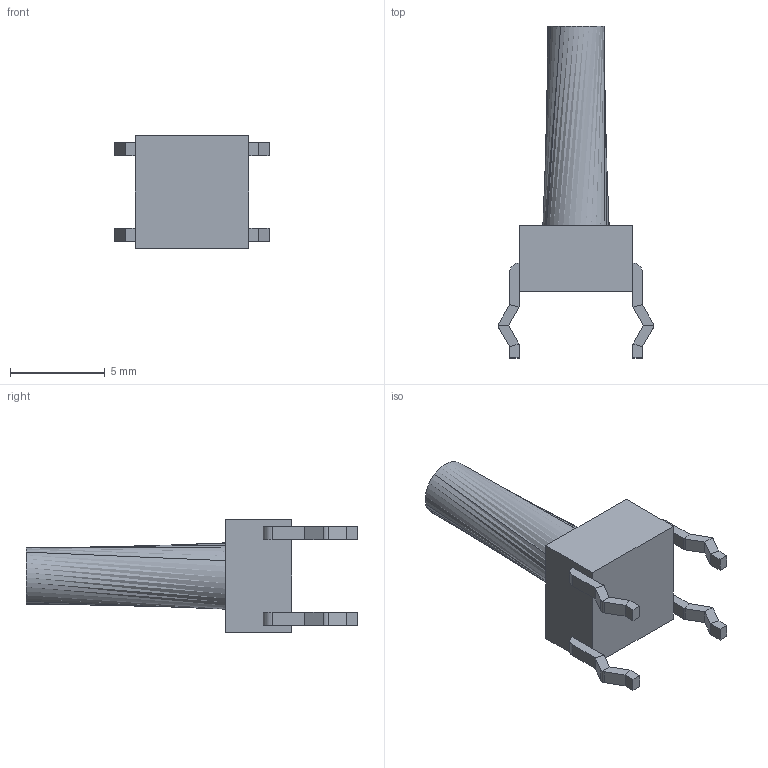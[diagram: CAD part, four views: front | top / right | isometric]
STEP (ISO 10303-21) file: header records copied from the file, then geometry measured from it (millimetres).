
FILE_DESCRIPTION (( 'STEP AP214' ), '1' );
FILE_NAME ('push_button2.STEP', '2024-08-15T18:28:20', ( '' ), ( '' ), 'SwSTEP 2.0', 'SolidWorks 2023', '' );
FILE_SCHEMA (( 'AUTOMOTIVE_DESIGN' ));
Length unit declared in the file: millimetre
Products named in the file (1): push_button2
Bounding box: 8.2 x 17.5 x 6 mm (x, y, z)
Volume: 216.8 mm3; surface area: 302.7 mm2
Topology: 1 solids, 1 shells, 89 faces, 218 edges, 132 vertices
Faces by surface type: plane 75, cylinder 12, bspline 2
Entity records: 2595 total; most frequent: CARTESIAN_POINT 468, DIRECTION 436, ORIENTED_EDGE 436, EDGE_CURVE 218, VECTOR 172, LINE 172, VERTEX_POINT 132, AXIS2_PLACEMENT_3D 132
